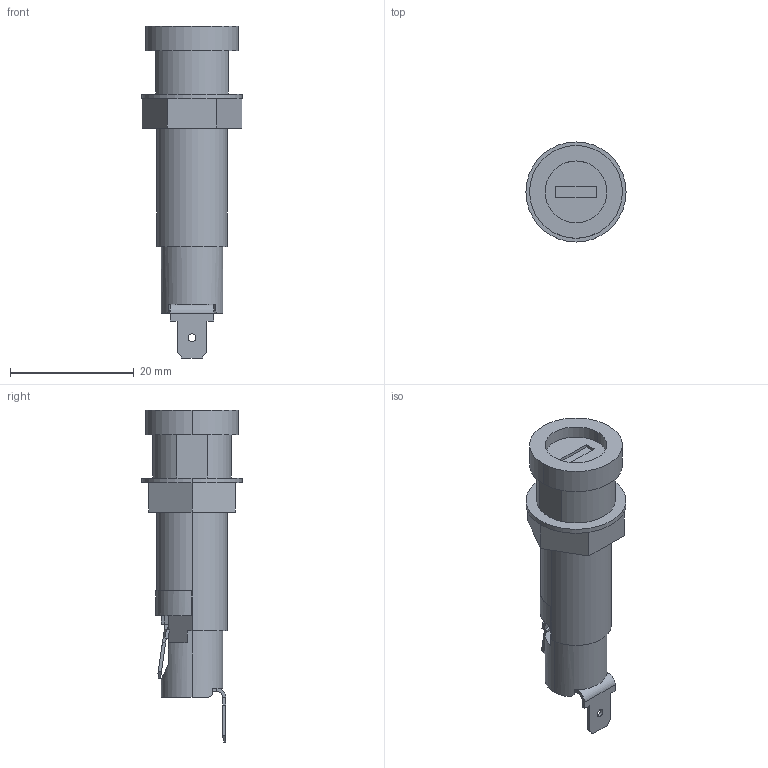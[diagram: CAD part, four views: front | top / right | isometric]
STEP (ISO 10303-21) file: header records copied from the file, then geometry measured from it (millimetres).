
FILE_DESCRIPTION (( 'STEP AP214' ), '1' );
FILE_NAME ('80920100.STEP', '2013-03-27T19:35:00', ( 'ATS DESKTOP 3' ), ( 'Microsoft' ), 'SwSTEP 2.0', 'SolidWorks 2012', '' );
FILE_SCHEMA (( 'AUTOMOTIVE_DESIGN' ));
Length unit declared in the file: millimetre
Products named in the file (1): 80920100
Bounding box: 16.2 x 16.2 x 53.7 mm (x, y, z)
Volume: 5054.4 mm3; surface area: 2825.6 mm2
Topology: 5 solids, 6 shells, 154 faces, 365 edges, 224 vertices
Faces by surface type: plane 110, cylinder 39, cone 5
Entity records: 4459 total; most frequent: CARTESIAN_POINT 781, DIRECTION 754, ORIENTED_EDGE 730, EDGE_CURVE 365, LINE 264, VECTOR 264, AXIS2_PLACEMENT_3D 245, VERTEX_POINT 224
